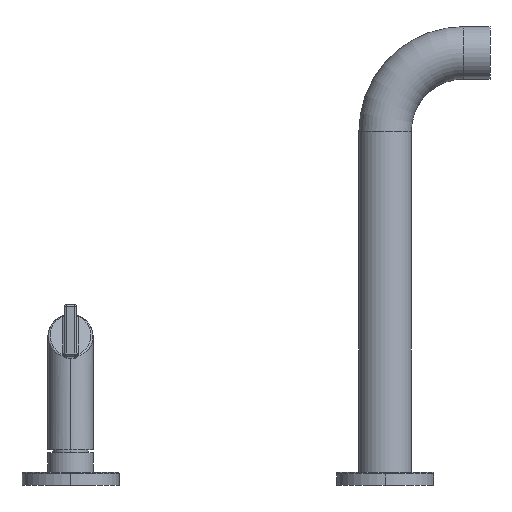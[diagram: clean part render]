
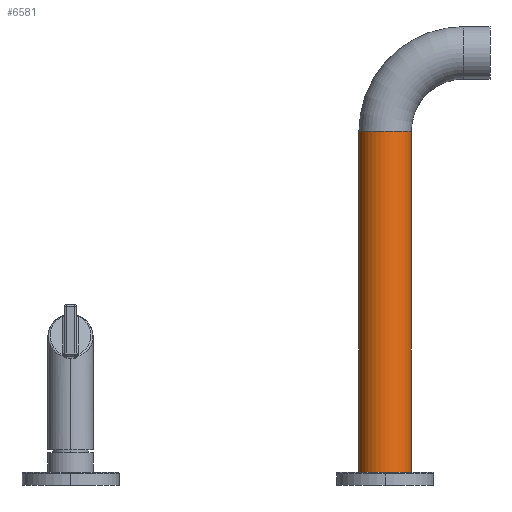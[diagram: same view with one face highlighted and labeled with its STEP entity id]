
A CAD part, left-side view. The second image highlights one B-rep face of the part: STEP entity #6581.
In plain terms, the highlighted cylindrical face has radius 12.7 mm (diameter 25.4 mm), a partial arc.
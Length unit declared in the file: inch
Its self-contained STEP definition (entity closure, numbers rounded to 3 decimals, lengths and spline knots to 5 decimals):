
#6293=DIRECTION('',(0.,0.,1.));
#6294=VECTOR('',#6293,6.5);
#6295=CARTESIAN_POINT('',(0.,-0.5,0.25));
#6296=LINE('',#6295,#6294);
#6300=CARTESIAN_POINT('',(0.,0.,0.25));
#6301=DIRECTION('',(0.,0.,1.));
#6302=DIRECTION('',(0.,1.,0.));
#6303=AXIS2_PLACEMENT_3D('',#6300,#6301,#6302);
#6308=DIRECTION('',(0.,0.,1.));
#6309=VECTOR('',#6308,6.5);
#6310=CARTESIAN_POINT('',(0.,0.5,0.25));
#6311=LINE('',#6310,#6309);
#6315=CARTESIAN_POINT('',(0.,0.,6.75));
#6316=DIRECTION('',(0.,0.,1.));
#6317=DIRECTION('',(0.,1.,0.));
#6318=AXIS2_PLACEMENT_3D('',#6315,#6316,#6317);
#6393=CARTESIAN_POINT('',(0.,-0.5,6.75));
#6394=CARTESIAN_POINT('',(0.,0.5,6.75));
#6395=VERTEX_POINT('',#6393);
#6396=VERTEX_POINT('',#6394);
#6417=CARTESIAN_POINT('',(0.,-0.5,0.25));
#6418=CARTESIAN_POINT('',(0.,0.5,0.25));
#6419=VERTEX_POINT('',#6417);
#6420=VERTEX_POINT('',#6418);
#6569=CARTESIAN_POINT('',(0.,0.,0.105));
#6570=DIRECTION('',(0.,0.,1.));
#6571=DIRECTION('',(0.,-1.,0.));
#6572=AXIS2_PLACEMENT_3D('',#6569,#6570,#6571);
#6573=CYLINDRICAL_SURFACE('',#6572,0.5);
#6574=ORIENTED_EDGE('',*,*,#6456,.F.);
#6575=ORIENTED_EDGE('',*,*,#6557,.T.);
#6577=ORIENTED_EDGE('',*,*,#6576,.T.);
#6578=ORIENTED_EDGE('',*,*,#6553,.F.);
#6579=EDGE_LOOP('',(#6574,#6575,#6577,#6578));
#6580=FACE_OUTER_BOUND('',#6579,.F.);
#6304=CIRCLE('',#6303,0.5);
#6319=CIRCLE('',#6318,0.5);
#6456=EDGE_CURVE('',#6420,#6419,#6304,.T.);
#6553=EDGE_CURVE('',#6419,#6395,#6296,.T.);
#6557=EDGE_CURVE('',#6420,#6396,#6311,.T.);
#6576=EDGE_CURVE('',#6396,#6395,#6319,.T.);
#6581=ADVANCED_FACE('',(#6580),#6573,.T.);
